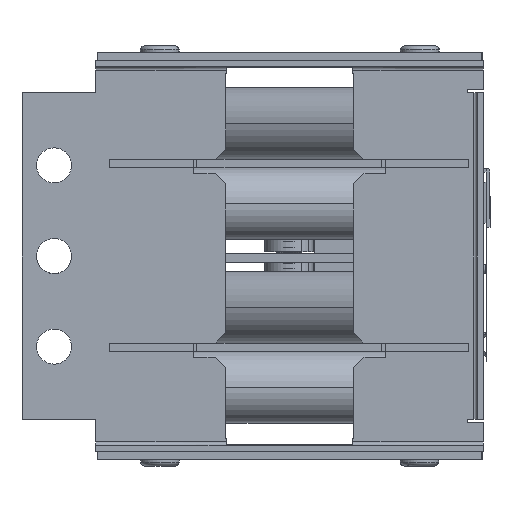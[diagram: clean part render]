
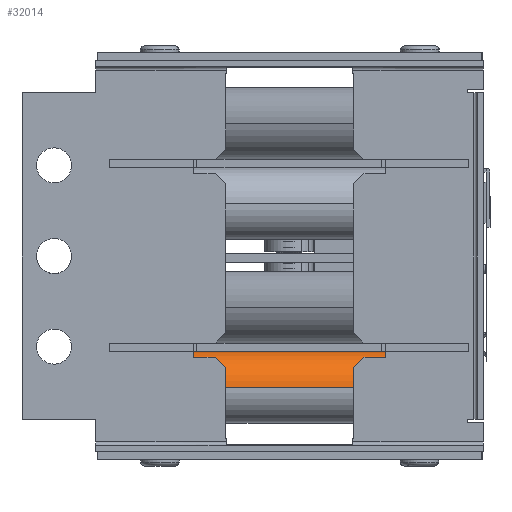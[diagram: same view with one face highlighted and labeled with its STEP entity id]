
A CAD part, left-side view. The second image highlights one B-rep face of the part: STEP entity #32014.
In plain terms, the highlighted cylindrical face has radius 3.556 mm (diameter 7.112 mm), a partial arc.
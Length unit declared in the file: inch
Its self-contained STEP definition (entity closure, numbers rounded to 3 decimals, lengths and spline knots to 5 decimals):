
#1940 = DIRECTION ( 'NONE',  ( -0.358, 0.934, 0. ) ) ;
#2950 = CARTESIAN_POINT ( 'NONE',  ( 0.72129, 1.36354, -0.39028 ) ) ;
#3954 = CIRCLE ( 'NONE', #12463, 0.14 ) ;
#4348 = AXIS2_PLACEMENT_3D ( 'NONE', #36310, #41337, #61147 ) ;
#6456 = CARTESIAN_POINT ( 'NONE',  ( 1.36972, 0.45561, -0.38953 ) ) ;
#7048 = EDGE_CURVE ( 'NONE', #15846, #31689, #10606, .T. ) ;
#7470 = VECTOR ( 'NONE', #1940, 39.37008 ) ;
#7658 = EDGE_LOOP ( 'NONE', ( #48002, #10915, #11309, #36516 ) ) ;
#8164 = CARTESIAN_POINT ( 'NONE',  ( 1.10832, 0.35527, -0.39028 ) ) ;
#8555 = DIRECTION ( 'NONE',  ( -0.358, 0.934, 0. ) ) ;
#10606 = CIRCLE ( 'NONE', #39069, 0.14 ) ;
#10915 = ORIENTED_EDGE ( 'NONE', *, *, #16191, .T. ) ;
#11309 = ORIENTED_EDGE ( 'NONE', *, *, #18341, .T. ) ;
#12463 = AXIS2_PLACEMENT_3D ( 'NONE', #38423, #8555, #43446 ) ;
#13200 = VERTEX_POINT ( 'NONE', #6456 ) ;
#13698 = CARTESIAN_POINT ( 'NONE',  ( 1.10832, 0.35527, -0.39028 ) ) ;
#15846 = VERTEX_POINT ( 'NONE', #55059 ) ;
#16191 = EDGE_CURVE ( 'NONE', #28078, #13200, #3954, .T. ) ;
#18341 = EDGE_CURVE ( 'NONE', #13200, #15846, #60533, .T. ) ;
#20788 = CARTESIAN_POINT ( 'NONE',  ( 0.85199, 1.41371, -0.3899 ) ) ;
#21891 = LINE ( 'NONE', #13698, #46880 ) ;
#25827 = DIRECTION ( 'NONE',  ( 0.934, 0.358, 0.003 ) ) ;
#28078 = VERTEX_POINT ( 'NONE', #8164 ) ;
#31689 = VERTEX_POINT ( 'NONE', #2950 ) ;
#32014 = ADVANCED_FACE ( 'NONE', ( #32399 ), #57366, .T. ) ;
#32399 = FACE_OUTER_BOUND ( 'NONE', #7658, .T. ) ;
#36310 = CARTESIAN_POINT ( 'NONE',  ( 1.23902, 0.40544, -0.3899 ) ) ;
#36516 = ORIENTED_EDGE ( 'NONE', *, *, #7048, .T. ) ;
#36852 = CARTESIAN_POINT ( 'NONE',  ( 1.36972, 0.45561, -0.38953 ) ) ;
#38423 = CARTESIAN_POINT ( 'NONE',  ( 1.23902, 0.40544, -0.3899 ) ) ;
#39069 = AXIS2_PLACEMENT_3D ( 'NONE', #20788, #55688, #25827 ) ;
#41337 = DIRECTION ( 'NONE',  ( -0.358, 0.934, 0. ) ) ;
#43446 = DIRECTION ( 'NONE',  ( 0.934, 0.358, 0.003 ) ) ;
#46880 = VECTOR ( 'NONE', #63646, 39.37008 ) ;
#48002 = ORIENTED_EDGE ( 'NONE', *, *, #54321, .F. ) ;
#54321 = EDGE_CURVE ( 'NONE', #28078, #31689, #21891, .T. ) ;
#55059 = CARTESIAN_POINT ( 'NONE',  ( 0.98269, 1.46388, -0.38953 ) ) ;
#55688 = DIRECTION ( 'NONE',  ( 0.358, -0.934, 0. ) ) ;
#57366 = CYLINDRICAL_SURFACE ( 'NONE', #4348, 0.14 ) ;
#60533 = LINE ( 'NONE', #36852, #7470 ) ;
#61147 = DIRECTION ( 'NONE',  ( 0.934, 0.358, 0.003 ) ) ;
#63646 = DIRECTION ( 'NONE',  ( -0.358, 0.934, 0. ) ) ;
